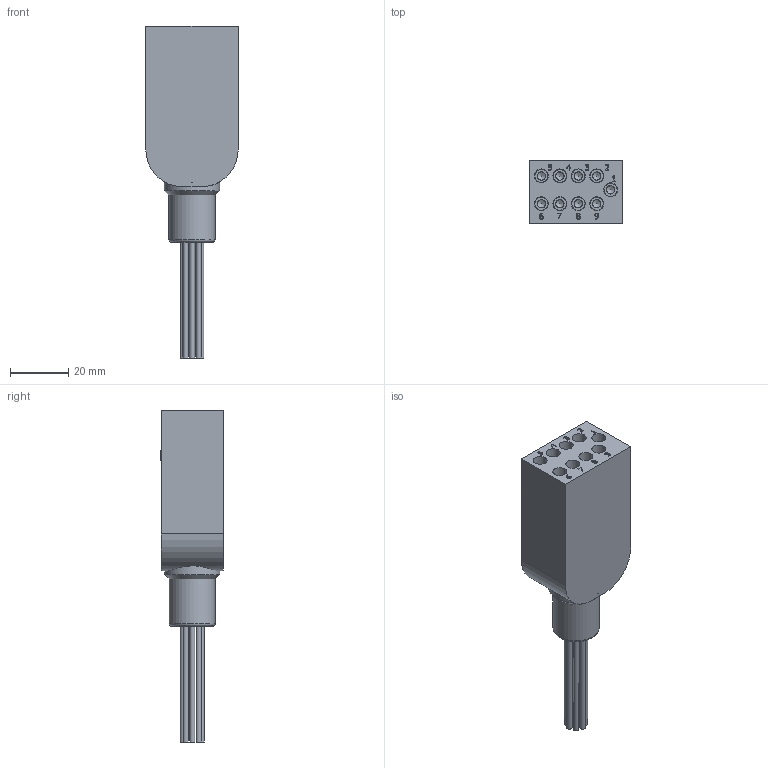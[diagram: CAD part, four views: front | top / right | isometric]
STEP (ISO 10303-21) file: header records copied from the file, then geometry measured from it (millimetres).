
FILE_DESCRIPTION(/* description */ (''),/* implementation_level */ '2;1');
FILE_NAME(/* name */ 'LPOM9F.stp',/* time_stamp */ '2015-03-23T09:05:44+01:00',/* author */ ('sh'),/* organization */ (''),/* preprocessor_version */ 'ST-DEVELOPER v15.2',/* originating_system */ 'Autodesk Inventor 2014',/* authorisation */ '');
FILE_SCHEMA (('AUTOMOTIVE_DESIGN { 1 0 10303 214 3 1 1 }'));
Length unit declared in the file: inch
Products named in the file (1): LPOM9F
Bounding box: 31.75 x 21.67 x 114.3 mm (x, y, z)
Volume: 37805 mm3; surface area: 20409.3 mm2
Topology: 29 solids, 29 shells, 782 faces, 2026 edges, 1319 vertices
Faces by surface type: plane 349, bspline 149, cylinder 124, torus 86, cone 74
Full cylindrical faces by diameter (mm): 0.025 x1, 1.778 x9, 2.134 x36, 2.819 x9, 2.896 x9, 3.912 x9, 3.962 x9, 4.013 x9, 4.75 x9, 4.775 x9, 4.826 x9, 11.049 x1, 12.827 x1, 15.875 x1, 19.05 x1
Entity records: 26156 total; most frequent: CARTESIAN_POINT 8962, ORIENTED_EDGE 3432, DIRECTION 3136, EDGE_CURVE 1716, VERTEX_POINT 1228, AXIS2_PLACEMENT_3D 1196, EDGE_LOOP 1074, ADVANCED_FACE 782
